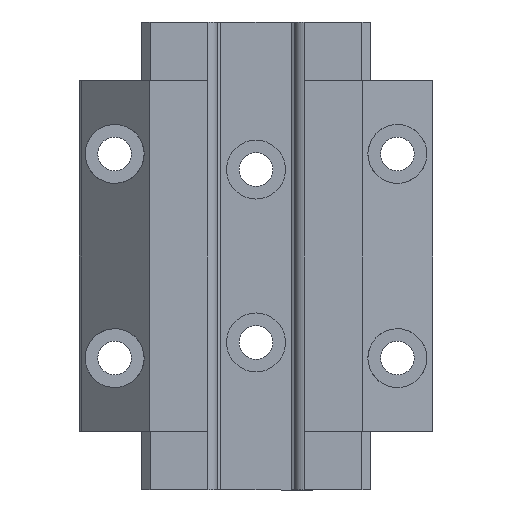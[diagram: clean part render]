
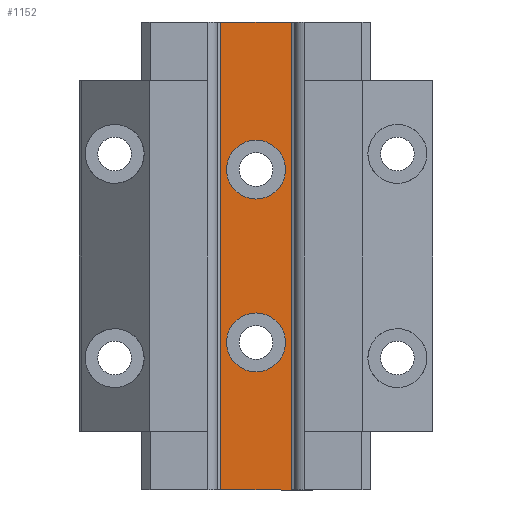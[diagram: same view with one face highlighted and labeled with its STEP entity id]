
A CAD part, front view. The second image highlights one B-rep face of the part: STEP entity #1152.
In plain terms, the highlighted planar face has unit normal (0, -1, 0).
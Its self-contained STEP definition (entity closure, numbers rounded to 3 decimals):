
#1152 = ADVANCED_FACE ( 'NONE', ( #4105, #4104, #4109 ), #3859, .F. ) ;
#1170 = EDGE_CURVE ( 'NONE', #8854, #8855, #4140, .T. ) ;
#1172 = EDGE_CURVE ( 'NONE', #8855, #8863, #4130, .T. ) ;
#1173 = EDGE_CURVE ( 'NONE', #8863, #8864, #4145, .T. ) ;
#1175 = EDGE_CURVE ( 'NONE', #7964, #7964, #4151, .T. ) ;
#1177 = EDGE_CURVE ( 'NONE', #8864, #8854, #4146, .T. ) ;
#1178 = EDGE_CURVE ( 'NONE', #7966, #7966, #4154, .T. ) ;
#1211 = AXIS2_PLACEMENT_3D ( 'NONE', #3918, #3920, #3921 ) ;
#1391 = AXIS2_PLACEMENT_3D ( 'NONE', #3867, #3868, #3869 ) ;
#1393 = AXIS2_PLACEMENT_3D ( 'NONE', #3927, #3929, #3930 ) ;
#2081 = ORIENTED_EDGE ( 'NONE', *, *, #1178, .F. ) ;
#2082 = ORIENTED_EDGE ( 'NONE', *, *, #1175, .F. ) ;
#2083 = ORIENTED_EDGE ( 'NONE', *, *, #1173, .F. ) ;
#2084 = ORIENTED_EDGE ( 'NONE', *, *, #1172, .F. ) ;
#2085 = ORIENTED_EDGE ( 'NONE', *, *, #1170, .F. ) ;
#2086 = ORIENTED_EDGE ( 'NONE', *, *, #1177, .F. ) ;
#3859 = PLANE ( 'NONE',  #1391 ) ;
#3867 = CARTESIAN_POINT ( 'NONE',  ( 12.564, -13.35, 71.52 ) ) ;
#3868 = DIRECTION ( 'NONE',  ( 0., 1., 0. ) ) ;
#3869 = DIRECTION ( 'NONE',  ( 0., 0., 1. ) ) ;
#3909 = CARTESIAN_POINT ( 'NONE',  ( 12.564, -13.35, 59.6 ) ) ;
#3910 = DIRECTION ( 'NONE',  ( 1., 0., 0. ) ) ;
#3913 = CARTESIAN_POINT ( 'NONE',  ( 12.564, -13.35, 71.52 ) ) ;
#3914 = DIRECTION ( 'NONE',  ( 0., 0., -1. ) ) ;
#3915 = CARTESIAN_POINT ( 'NONE',  ( 12.564, -13.35, -59.6 ) ) ;
#3917 = DIRECTION ( 'NONE',  ( -1., 0., 0. ) ) ;
#3918 = CARTESIAN_POINT ( 'NONE',  ( 0., -13.35, 22. ) ) ;
#3920 = DIRECTION ( 'NONE',  ( 0., -1., 0. ) ) ;
#3921 = DIRECTION ( 'NONE',  ( 0., 0., 1. ) ) ;
#3925 = CARTESIAN_POINT ( 'NONE',  ( -12.564, -13.35, 71.52 ) ) ;
#3926 = DIRECTION ( 'NONE',  ( 0., 0., 1. ) ) ;
#3927 = CARTESIAN_POINT ( 'NONE',  ( 0., -13.35, -22. ) ) ;
#3929 = DIRECTION ( 'NONE',  ( 0., -1., 0. ) ) ;
#3930 = DIRECTION ( 'NONE',  ( 0., 0., 1. ) ) ;
#4104 = FACE_BOUND ( 'NONE', #8036, .T. ) ;
#4105 = FACE_BOUND ( 'NONE', #8026, .T. ) ;
#4109 = FACE_OUTER_BOUND ( 'NONE', #8037, .T. ) ;
#4130 = LINE ( 'NONE', #3913, #4143 ) ;
#4131 = VECTOR ( 'NONE', #3917, 1000. ) ;
#4140 = LINE ( 'NONE', #3909, #4141 ) ;
#4141 = VECTOR ( 'NONE', #3910, 1000. ) ;
#4143 = VECTOR ( 'NONE', #3914, 1000. ) ;
#4145 = LINE ( 'NONE', #3915, #4131 ) ;
#4146 = LINE ( 'NONE', #3925, #4152 ) ;
#4151 = CIRCLE ( 'NONE', #1211, 7.5 ) ;
#4152 = VECTOR ( 'NONE', #3926, 1000. ) ;
#4154 = CIRCLE ( 'NONE', #1393, 7.5 ) ;
#6817 = CARTESIAN_POINT ( 'NONE',  ( -12.564, -13.35, 59.6 ) ) ;
#6818 = CARTESIAN_POINT ( 'NONE',  ( 12.564, -13.35, 59.6 ) ) ;
#6826 = CARTESIAN_POINT ( 'NONE',  ( 12.564, -13.35, -59.6 ) ) ;
#6827 = CARTESIAN_POINT ( 'NONE',  ( -12.564, -13.35, -59.6 ) ) ;
#7964 = VERTEX_POINT ( 'NONE', #7965 ) ;
#7965 = CARTESIAN_POINT ( 'NONE',  ( 0., -13.35, 29.5 ) ) ;
#7966 = VERTEX_POINT ( 'NONE', #7967 ) ;
#7967 = CARTESIAN_POINT ( 'NONE',  ( 0., -13.35, -14.5 ) ) ;
#8026 = EDGE_LOOP ( 'NONE', ( #2081 ) ) ;
#8036 = EDGE_LOOP ( 'NONE', ( #2082 ) ) ;
#8037 = EDGE_LOOP ( 'NONE', ( #2083, #2084, #2085, #2086 ) ) ;
#8854 = VERTEX_POINT ( 'NONE', #6817 ) ;
#8855 = VERTEX_POINT ( 'NONE', #6818 ) ;
#8863 = VERTEX_POINT ( 'NONE', #6826 ) ;
#8864 = VERTEX_POINT ( 'NONE', #6827 ) ;
